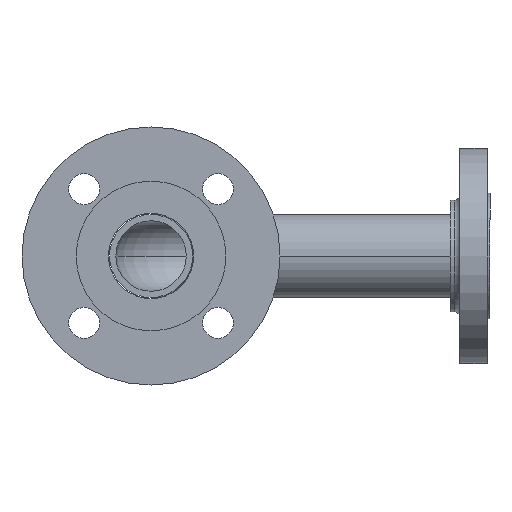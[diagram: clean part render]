
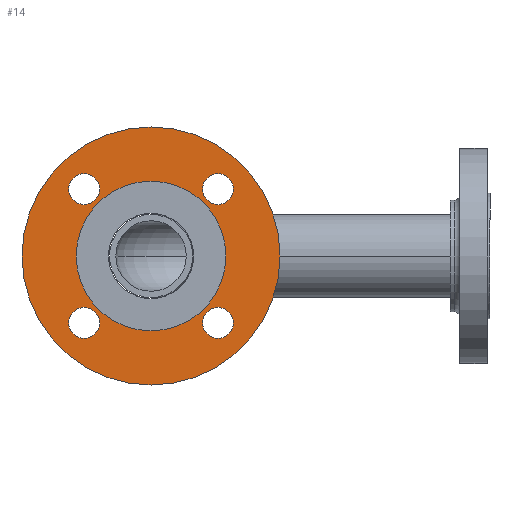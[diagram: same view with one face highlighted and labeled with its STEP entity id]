
A CAD part, front view. The second image highlights one B-rep face of the part: STEP entity #14.
In plain terms, the highlighted face is planar.
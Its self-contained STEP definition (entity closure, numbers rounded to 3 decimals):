
#1 = VERTEX_POINT ( 'NONE', #2694 ) ;
#12 = AXIS2_PLACEMENT_3D ( 'NONE', #1502, #2114, #833 ) ;
#14 = ADVANCED_FACE ( 'NONE', ( #2493, #367, #567, #1208, #2065, #145 ), #1644, .T. ) ;
#23 = ORIENTED_EDGE ( 'NONE', *, *, #1390, .F. ) ;
#47 = VERTEX_POINT ( 'NONE', #591 ) ;
#62 = EDGE_LOOP ( 'NONE', ( #350, #1230 ) ) ;
#75 = CARTESIAN_POINT ( 'NONE',  ( 0., -38.891, -38.891 ) ) ;
#80 = EDGE_LOOP ( 'NONE', ( #2033, #23 ) ) ;
#84 = EDGE_CURVE ( 'NONE', #1234, #2185, #1712, .T. ) ;
#91 = CARTESIAN_POINT ( 'NONE',  ( 0., 0., 0. ) ) ;
#145 = FACE_BOUND ( 'NONE', #80, .T. ) ;
#198 = DIRECTION ( 'NONE',  ( 0., 0., -1. ) ) ;
#206 = ORIENTED_EDGE ( 'NONE', *, *, #1749, .F. ) ;
#218 = ORIENTED_EDGE ( 'NONE', *, *, #84, .F. ) ;
#283 = DIRECTION ( 'NONE',  ( 1., 0., 0. ) ) ;
#304 = VERTEX_POINT ( 'NONE', #1512 ) ;
#321 = DIRECTION ( 'NONE',  ( 0., 0., -1. ) ) ;
#334 = CIRCLE ( 'NONE', #559, 9. ) ;
#350 = ORIENTED_EDGE ( 'NONE', *, *, #1258, .F. ) ;
#359 = DIRECTION ( 'NONE',  ( 1., 0., 0. ) ) ;
#367 = FACE_BOUND ( 'NONE', #1337, .T. ) ;
#377 = AXIS2_PLACEMENT_3D ( 'NONE', #1272, #2752, #1680 ) ;
#417 = EDGE_CURVE ( 'NONE', #2395, #826, #1218, .T. ) ;
#419 = EDGE_LOOP ( 'NONE', ( #1449, #1581 ) ) ;
#461 = AXIS2_PLACEMENT_3D ( 'NONE', #1293, #611, #198 ) ;
#504 = CIRCLE ( 'NONE', #1393, 9. ) ;
#506 = AXIS2_PLACEMENT_3D ( 'NONE', #1536, #1733, #1743 ) ;
#514 = VERTEX_POINT ( 'NONE', #1120 ) ;
#523 = CARTESIAN_POINT ( 'NONE',  ( 0., 38.891, 29.891 ) ) ;
#559 = AXIS2_PLACEMENT_3D ( 'NONE', #1181, #2037, #973 ) ;
#567 = FACE_BOUND ( 'NONE', #419, .T. ) ;
#591 = CARTESIAN_POINT ( 'NONE',  ( 0., 38.891, -29.891 ) ) ;
#599 = ORIENTED_EDGE ( 'NONE', *, *, #2465, .T. ) ;
#608 = DIRECTION ( 'NONE',  ( 1., 0., 0. ) ) ;
#611 = DIRECTION ( 'NONE',  ( 1., 0., 0. ) ) ;
#638 = CIRCLE ( 'NONE', #2716, 43.5 ) ;
#709 = DIRECTION ( 'NONE',  ( 0., 0., -1. ) ) ;
#776 = CIRCLE ( 'NONE', #819, 43.5 ) ;
#780 = AXIS2_PLACEMENT_3D ( 'NONE', #75, #283, #1364 ) ;
#813 = DIRECTION ( 'NONE',  ( 0., 0., -1. ) ) ;
#819 = AXIS2_PLACEMENT_3D ( 'NONE', #1251, #608, #1280 ) ;
#826 = VERTEX_POINT ( 'NONE', #2286 ) ;
#833 = DIRECTION ( 'NONE',  ( 0., 0., -1. ) ) ;
#935 = CARTESIAN_POINT ( 'NONE',  ( 0., -38.891, -29.891 ) ) ;
#954 = AXIS2_PLACEMENT_3D ( 'NONE', #2291, #359, #2464 ) ;
#967 = EDGE_CURVE ( 'NONE', #514, #47, #504, .T. ) ;
#973 = DIRECTION ( 'NONE',  ( 0., 0., -1. ) ) ;
#979 = EDGE_CURVE ( 'NONE', #1963, #2319, #776, .T. ) ;
#988 = DIRECTION ( 'NONE',  ( 1., 0., 0. ) ) ;
#1025 = CARTESIAN_POINT ( 'NONE',  ( 0., -38.891, -38.891 ) ) ;
#1120 = CARTESIAN_POINT ( 'NONE',  ( 0., 38.891, -47.891 ) ) ;
#1136 = CIRCLE ( 'NONE', #2719, 9. ) ;
#1181 = CARTESIAN_POINT ( 'NONE',  ( 0., 38.891, 38.891 ) ) ;
#1208 = FACE_BOUND ( 'NONE', #2606, .T. ) ;
#1218 = CIRCLE ( 'NONE', #12, 75. ) ;
#1225 = DIRECTION ( 'NONE',  ( 1., 0., 0. ) ) ;
#1230 = ORIENTED_EDGE ( 'NONE', *, *, #2089, .F. ) ;
#1234 = VERTEX_POINT ( 'NONE', #1547 ) ;
#1251 = CARTESIAN_POINT ( 'NONE',  ( 0., 0., 0. ) ) ;
#1258 = EDGE_CURVE ( 'NONE', #2376, #1, #1445, .T. ) ;
#1262 = ORIENTED_EDGE ( 'NONE', *, *, #2591, .F. ) ;
#1272 = CARTESIAN_POINT ( 'NONE',  ( 0., -38.891, 38.891 ) ) ;
#1280 = DIRECTION ( 'NONE',  ( 0., 0., -1. ) ) ;
#1293 = CARTESIAN_POINT ( 'NONE',  ( 0., 38.891, 38.891 ) ) ;
#1307 = CARTESIAN_POINT ( 'NONE',  ( 0., -38.891, 29.891 ) ) ;
#1337 = EDGE_LOOP ( 'NONE', ( #1262, #218 ) ) ;
#1364 = DIRECTION ( 'NONE',  ( 0., 0., -1. ) ) ;
#1390 = EDGE_CURVE ( 'NONE', #2319, #1963, #638, .T. ) ;
#1393 = AXIS2_PLACEMENT_3D ( 'NONE', #2737, #1884, #813 ) ;
#1445 = CIRCLE ( 'NONE', #506, 9. ) ;
#1449 = ORIENTED_EDGE ( 'NONE', *, *, #967, .F. ) ;
#1478 = CARTESIAN_POINT ( 'NONE',  ( 0., 38.891, -38.891 ) ) ;
#1502 = CARTESIAN_POINT ( 'NONE',  ( 0., 0., 0. ) ) ;
#1512 = CARTESIAN_POINT ( 'NONE',  ( 0., -38.891, -47.891 ) ) ;
#1536 = CARTESIAN_POINT ( 'NONE',  ( 0., -38.891, 38.891 ) ) ;
#1547 = CARTESIAN_POINT ( 'NONE',  ( 0., 38.891, 47.891 ) ) ;
#1571 = CIRCLE ( 'NONE', #377, 9. ) ;
#1581 = ORIENTED_EDGE ( 'NONE', *, *, #2134, .F. ) ;
#1644 = PLANE ( 'NONE',  #2757 ) ;
#1680 = DIRECTION ( 'NONE',  ( 0., 0., -1. ) ) ;
#1712 = CIRCLE ( 'NONE', #461, 9. ) ;
#1713 = CARTESIAN_POINT ( 'NONE',  ( 0., 0., 43.5 ) ) ;
#1733 = DIRECTION ( 'NONE',  ( 1., 0., 0. ) ) ;
#1743 = DIRECTION ( 'NONE',  ( 0., 0., -1. ) ) ;
#1749 = EDGE_CURVE ( 'NONE', #304, #2422, #2305, .T. ) ;
#1782 = ORIENTED_EDGE ( 'NONE', *, *, #417, .T. ) ;
#1841 = EDGE_LOOP ( 'NONE', ( #599, #1782 ) ) ;
#1876 = DIRECTION ( 'NONE',  ( 0., 0., -1. ) ) ;
#1884 = DIRECTION ( 'NONE',  ( 1., 0., 0. ) ) ;
#1901 = CIRCLE ( 'NONE', #954, 75. ) ;
#1963 = VERTEX_POINT ( 'NONE', #1713 ) ;
#2033 = ORIENTED_EDGE ( 'NONE', *, *, #979, .F. ) ;
#2037 = DIRECTION ( 'NONE',  ( 1., 0., 0. ) ) ;
#2065 = FACE_BOUND ( 'NONE', #62, .T. ) ;
#2089 = EDGE_CURVE ( 'NONE', #1, #2376, #1571, .T. ) ;
#2114 = DIRECTION ( 'NONE',  ( 1., 0., 0. ) ) ;
#2134 = EDGE_CURVE ( 'NONE', #47, #514, #2580, .T. ) ;
#2177 = CARTESIAN_POINT ( 'NONE',  ( 0., 0., 75. ) ) ;
#2185 = VERTEX_POINT ( 'NONE', #523 ) ;
#2207 = DIRECTION ( 'NONE',  ( 1., 0., 0. ) ) ;
#2286 = CARTESIAN_POINT ( 'NONE',  ( 0., 0., -75. ) ) ;
#2291 = CARTESIAN_POINT ( 'NONE',  ( 0., 0., 0. ) ) ;
#2305 = CIRCLE ( 'NONE', #780, 9. ) ;
#2317 = DIRECTION ( 'NONE',  ( 0., 0., -1. ) ) ;
#2319 = VERTEX_POINT ( 'NONE', #2324 ) ;
#2324 = CARTESIAN_POINT ( 'NONE',  ( 0., 0., -43.5 ) ) ;
#2341 = DIRECTION ( 'NONE',  ( 1., 0., 0. ) ) ;
#2376 = VERTEX_POINT ( 'NONE', #1307 ) ;
#2395 = VERTEX_POINT ( 'NONE', #2177 ) ;
#2422 = VERTEX_POINT ( 'NONE', #935 ) ;
#2440 = AXIS2_PLACEMENT_3D ( 'NONE', #1478, #2341, #2317 ) ;
#2464 = DIRECTION ( 'NONE',  ( 0., 0., -1. ) ) ;
#2465 = EDGE_CURVE ( 'NONE', #826, #2395, #1901, .T. ) ;
#2474 = EDGE_CURVE ( 'NONE', #2422, #304, #1136, .T. ) ;
#2493 = FACE_OUTER_BOUND ( 'NONE', #1841, .T. ) ;
#2508 = CARTESIAN_POINT ( 'NONE',  ( 0., 0., 0. ) ) ;
#2543 = ORIENTED_EDGE ( 'NONE', *, *, #2474, .F. ) ;
#2580 = CIRCLE ( 'NONE', #2440, 9. ) ;
#2591 = EDGE_CURVE ( 'NONE', #2185, #1234, #334, .T. ) ;
#2606 = EDGE_LOOP ( 'NONE', ( #206, #2543 ) ) ;
#2694 = CARTESIAN_POINT ( 'NONE',  ( 0., -38.891, 47.891 ) ) ;
#2716 = AXIS2_PLACEMENT_3D ( 'NONE', #91, #2207, #709 ) ;
#2719 = AXIS2_PLACEMENT_3D ( 'NONE', #1025, #988, #321 ) ;
#2737 = CARTESIAN_POINT ( 'NONE',  ( 0., 38.891, -38.891 ) ) ;
#2752 = DIRECTION ( 'NONE',  ( 1., 0., 0. ) ) ;
#2757 = AXIS2_PLACEMENT_3D ( 'NONE', #2508, #1225, #1876 ) ;
